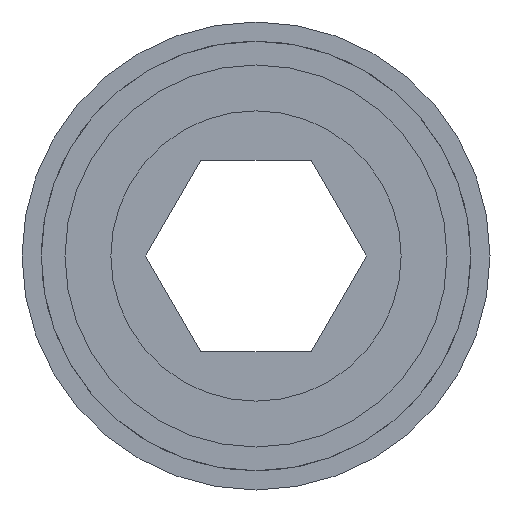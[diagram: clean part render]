
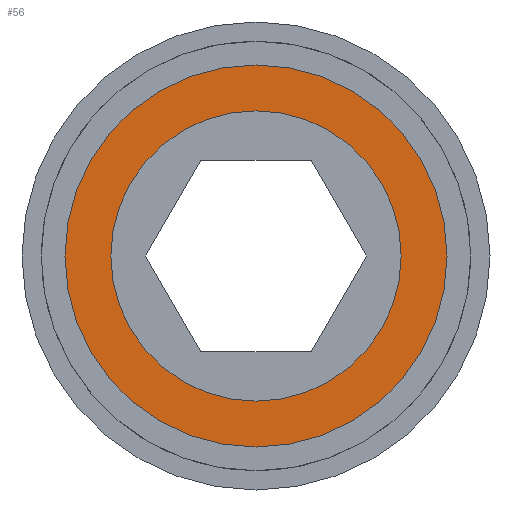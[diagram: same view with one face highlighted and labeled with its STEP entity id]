
A CAD part, front view. The second image highlights one B-rep face of the part: STEP entity #56.
In plain terms, the highlighted planar face has unit normal (0, -1, 0).
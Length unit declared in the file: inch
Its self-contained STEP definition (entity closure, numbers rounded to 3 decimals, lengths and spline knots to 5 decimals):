
#56 = ADVANCED_FACE ( 'NONE', ( #981, #1070 ), #649, .T. ) ;
#86 = DIRECTION ( 'NONE',  ( 0., -1., 0. ) ) ;
#178 = ORIENTED_EDGE ( 'NONE', *, *, #958, .T. ) ;
#189 = AXIS2_PLACEMENT_3D ( 'NONE', #849, #86, #426 ) ;
#192 = DIRECTION ( 'NONE',  ( 0., 0., 1. ) ) ;
#201 = AXIS2_PLACEMENT_3D ( 'NONE', #397, #219, #744 ) ;
#210 = EDGE_CURVE ( 'NONE', #842, #697, #813, .T. ) ;
#219 = DIRECTION ( 'NONE',  ( 0., -1., 0. ) ) ;
#260 = EDGE_LOOP ( 'NONE', ( #1048, #504 ) ) ;
#264 = DIRECTION ( 'NONE',  ( 0., 0., 1. ) ) ;
#297 = VERTEX_POINT ( 'NONE', #411 ) ;
#397 = CARTESIAN_POINT ( 'NONE',  ( 0.38, 0.015, 0. ) ) ;
#402 = CIRCLE ( 'NONE', #598, 0.38 ) ;
#411 = CARTESIAN_POINT ( 'NONE',  ( 0., 0.015, 0.38 ) ) ;
#426 = DIRECTION ( 'NONE',  ( 0., 0., 1. ) ) ;
#472 = AXIS2_PLACEMENT_3D ( 'NONE', #512, #925, #264 ) ;
#482 = CARTESIAN_POINT ( 'NONE',  ( 0., 0.015, -0.5 ) ) ;
#504 = ORIENTED_EDGE ( 'NONE', *, *, #793, .F. ) ;
#512 = CARTESIAN_POINT ( 'NONE',  ( 0., 0.015, 0. ) ) ;
#553 = CARTESIAN_POINT ( 'NONE',  ( 0., 0.015, 0. ) ) ;
#598 = AXIS2_PLACEMENT_3D ( 'NONE', #553, #891, #877 ) ;
#649 = PLANE ( 'NONE',  #201 ) ;
#669 = CIRCLE ( 'NONE', #189, 0.38 ) ;
#678 = AXIS2_PLACEMENT_3D ( 'NONE', #784, #953, #192 ) ;
#697 = VERTEX_POINT ( 'NONE', #960 ) ;
#700 = ORIENTED_EDGE ( 'NONE', *, *, #210, .T. ) ;
#744 = DIRECTION ( 'NONE',  ( 0., 0., -1. ) ) ;
#784 = CARTESIAN_POINT ( 'NONE',  ( 0., 0.015, 0. ) ) ;
#793 = EDGE_CURVE ( 'NONE', #802, #297, #402, .T. ) ;
#802 = VERTEX_POINT ( 'NONE', #811 ) ;
#808 = CIRCLE ( 'NONE', #472, 0.5 ) ;
#811 = CARTESIAN_POINT ( 'NONE',  ( 0., 0.015, -0.38 ) ) ;
#813 = CIRCLE ( 'NONE', #678, 0.5 ) ;
#842 = VERTEX_POINT ( 'NONE', #482 ) ;
#849 = CARTESIAN_POINT ( 'NONE',  ( 0., 0.015, 0. ) ) ;
#877 = DIRECTION ( 'NONE',  ( 0., 0., 1. ) ) ;
#891 = DIRECTION ( 'NONE',  ( 0., -1., 0. ) ) ;
#925 = DIRECTION ( 'NONE',  ( 0., -1., 0. ) ) ;
#953 = DIRECTION ( 'NONE',  ( 0., -1., 0. ) ) ;
#958 = EDGE_CURVE ( 'NONE', #697, #842, #808, .T. ) ;
#960 = CARTESIAN_POINT ( 'NONE',  ( 0., 0.015, 0.5 ) ) ;
#981 = FACE_OUTER_BOUND ( 'NONE', #1023, .T. ) ;
#1023 = EDGE_LOOP ( 'NONE', ( #178, #700 ) ) ;
#1044 = EDGE_CURVE ( 'NONE', #297, #802, #669, .T. ) ;
#1048 = ORIENTED_EDGE ( 'NONE', *, *, #1044, .F. ) ;
#1070 = FACE_BOUND ( 'NONE', #260, .T. ) ;
